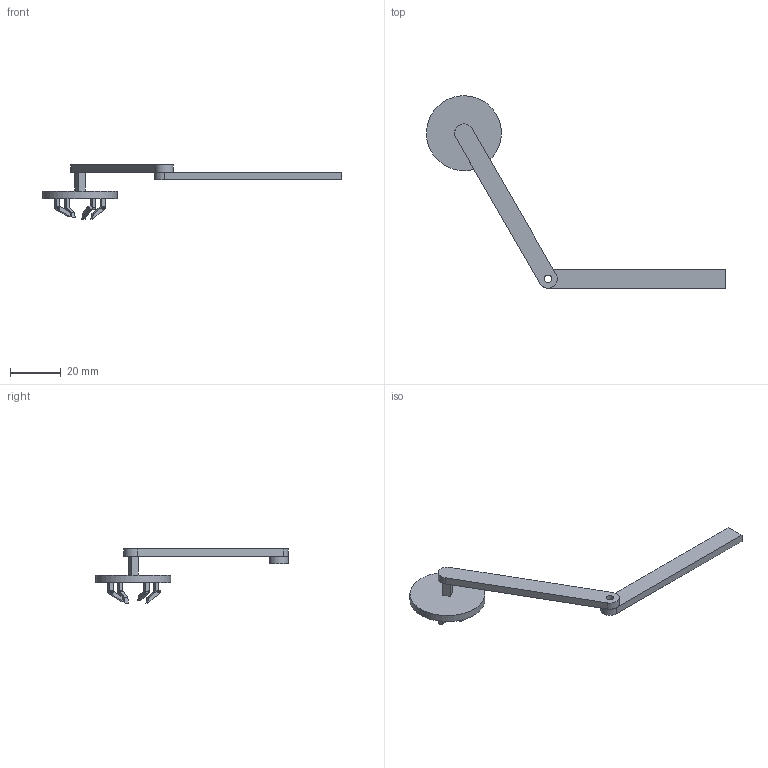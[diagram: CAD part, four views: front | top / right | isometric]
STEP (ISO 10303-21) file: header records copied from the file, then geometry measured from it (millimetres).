
FILE_DESCRIPTION(('FreeCAD Model'),'2;1');
FILE_NAME('Open CASCADE Shape Model','2025-04-25T20:42:04',('FreeCAD'),( 'FreeCAD'),'Open CASCADE STEP processor 7.6','FreeCAD','Unknown');
FILE_SCHEMA(('AUTOMOTIVE_DESIGN { 1 0 10303 214 1 1 1 1 }'));
Length unit declared in the file: millimetre
Products named in the file (1): Open CASCADE STEP translator 7.6 1
Bounding box: 117.56 x 75.66 x 21.29 mm (x, y, z)
Volume: 5258.8 mm3; surface area: 5100.8 mm2
Topology: 11 solids, 11 shells, 78 faces, 165 edges, 110 vertices
Faces by surface type: bspline 78
Entity records: 2244 total; most frequent: CARTESIAN_POINT 1149, ORIENTED_EDGE 330, EDGE_CURVE 165, B_SPLINE_CURVE_WITH_KNOTS 121, VERTEX_POINT 110, FACE_BOUND 99, EDGE_LOOP 99, ADVANCED_FACE 78
